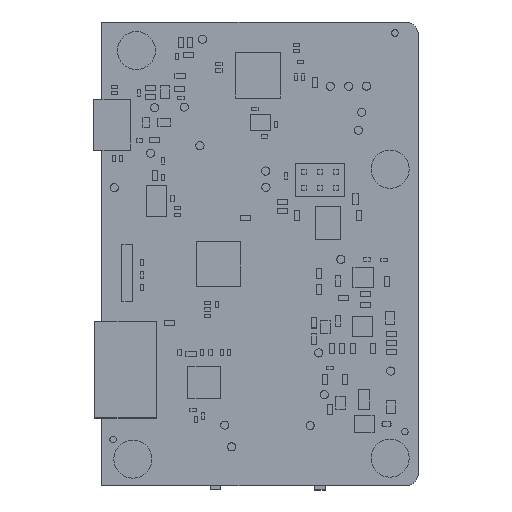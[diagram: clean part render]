
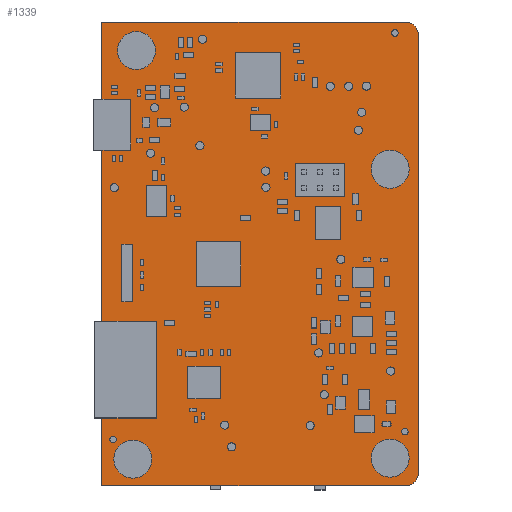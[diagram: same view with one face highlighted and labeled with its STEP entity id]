
A CAD part, top view. The second image highlights one B-rep face of the part: STEP entity #1339.
In plain terms, the highlighted planar face has unit normal (0, 0, 1).
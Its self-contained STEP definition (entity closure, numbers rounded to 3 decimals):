
#851 = VERTEX_POINT('',#852);
#852 = CARTESIAN_POINT('',(0.,0.,1.541));
#859 = PLANE('',#860);
#860 = AXIS2_PLACEMENT_3D('',#861,#862,#863);
#861 = CARTESIAN_POINT('',(0.,0.,0.));
#862 = DIRECTION('',(0.,1.,0.));
#863 = DIRECTION('',(1.,0.,0.));
#871 = PLANE('',#872);
#872 = AXIS2_PLACEMENT_3D('',#873,#874,#875);
#873 = CARTESIAN_POINT('',(0.,73.,0.));
#874 = DIRECTION('',(1.,0.,0.));
#875 = DIRECTION('',(0.,-1.,0.));
#883 = EDGE_CURVE('',#851,#884,#886,.T.);
#884 = VERTEX_POINT('',#885);
#885 = CARTESIAN_POINT('',(47.813,0.,1.541));
#886 = SURFACE_CURVE('',#887,(#891,#898),.PCURVE_S1.);
#887 = LINE('',#888,#889);
#888 = CARTESIAN_POINT('',(0.,0.,1.541));
#889 = VECTOR('',#890,1.);
#890 = DIRECTION('',(1.,0.,0.));
#891 = PCURVE('',#859,#892);
#892 = DEFINITIONAL_REPRESENTATION('',(#893),#897);
#893 = LINE('',#894,#895);
#894 = CARTESIAN_POINT('',(0.,-1.541));
#895 = VECTOR('',#896,1.);
#896 = DIRECTION('',(1.,0.));
#897 = ( GEOMETRIC_REPRESENTATION_CONTEXT(2) 
PARAMETRIC_REPRESENTATION_CONTEXT() REPRESENTATION_CONTEXT('2D SPACE',''
  ) );
#898 = PCURVE('',#899,#904);
#899 = PLANE('',#900);
#900 = AXIS2_PLACEMENT_3D('',#901,#902,#903);
#901 = CARTESIAN_POINT('',(0.,0.,1.541));
#902 = DIRECTION('',(0.,0.,-1.));
#903 = DIRECTION('',(-1.,0.,0.));
#904 = DEFINITIONAL_REPRESENTATION('',(#905),#909);
#905 = LINE('',#906,#907);
#906 = CARTESIAN_POINT('',(0.,0.));
#907 = VECTOR('',#908,1.);
#908 = DIRECTION('',(-1.,0.));
#909 = ( GEOMETRIC_REPRESENTATION_CONTEXT(2) 
PARAMETRIC_REPRESENTATION_CONTEXT() REPRESENTATION_CONTEXT('2D SPACE',''
  ) );
#927 = CYLINDRICAL_SURFACE('',#928,2.);
#928 = AXIS2_PLACEMENT_3D('',#929,#930,#931);
#929 = CARTESIAN_POINT('',(47.813,2.,0.));
#930 = DIRECTION('',(0.,0.,-1.));
#931 = DIRECTION('',(0.,-1.,0.));
#969 = EDGE_CURVE('',#884,#970,#972,.T.);
#970 = VERTEX_POINT('',#971);
#971 = CARTESIAN_POINT('',(49.813,2.,1.541));
#972 = SURFACE_CURVE('',#973,(#978,#985),.PCURVE_S1.);
#973 = CIRCLE('',#974,2.);
#974 = AXIS2_PLACEMENT_3D('',#975,#976,#977);
#975 = CARTESIAN_POINT('',(47.813,2.,1.541));
#976 = DIRECTION('',(0.,0.,1.));
#977 = DIRECTION('',(0.,-1.,0.));
#978 = PCURVE('',#927,#979);
#979 = DEFINITIONAL_REPRESENTATION('',(#980),#984);
#980 = LINE('',#981,#982);
#981 = CARTESIAN_POINT('',(0.,-1.541));
#982 = VECTOR('',#983,1.);
#983 = DIRECTION('',(-1.,0.));
#984 = ( GEOMETRIC_REPRESENTATION_CONTEXT(2) 
PARAMETRIC_REPRESENTATION_CONTEXT() REPRESENTATION_CONTEXT('2D SPACE',''
  ) );
#985 = PCURVE('',#899,#986);
#986 = DEFINITIONAL_REPRESENTATION('',(#987),#995);
#987 = ( BOUNDED_CURVE() B_SPLINE_CURVE(2,(#988,#989,#990,#991,#992,#993
,#994),.UNSPECIFIED.,.F.,.F.) B_SPLINE_CURVE_WITH_KNOTS((1,2,2,2,2,1),(
    -2.094,0.,2.094,4.189,6.283,
8.378),.UNSPECIFIED.) CURVE() GEOMETRIC_REPRESENTATION_ITEM() 
RATIONAL_B_SPLINE_CURVE((1.,0.5,1.,0.5,1.,0.5,1.)) REPRESENTATION_ITEM(
  '') );
#988 = CARTESIAN_POINT('',(-47.813,0.));
#989 = CARTESIAN_POINT('',(-51.277,0.));
#990 = CARTESIAN_POINT('',(-49.545,3.));
#991 = CARTESIAN_POINT('',(-47.813,6.));
#992 = CARTESIAN_POINT('',(-46.081,3.));
#993 = CARTESIAN_POINT('',(-44.349,0.));
#994 = CARTESIAN_POINT('',(-47.813,0.));
#995 = ( GEOMETRIC_REPRESENTATION_CONTEXT(2) 
PARAMETRIC_REPRESENTATION_CONTEXT() REPRESENTATION_CONTEXT('2D SPACE',''
  ) );
#1013 = PLANE('',#1014);
#1014 = AXIS2_PLACEMENT_3D('',#1015,#1016,#1017);
#1015 = CARTESIAN_POINT('',(49.813,2.,0.));
#1016 = DIRECTION('',(-1.,0.,0.));
#1017 = DIRECTION('',(0.,1.,0.));
#1055 = EDGE_CURVE('',#970,#1056,#1058,.T.);
#1056 = VERTEX_POINT('',#1057);
#1057 = CARTESIAN_POINT('',(49.813,71.,1.541));
#1058 = SURFACE_CURVE('',#1059,(#1063,#1070),.PCURVE_S1.);
#1059 = LINE('',#1060,#1061);
#1060 = CARTESIAN_POINT('',(49.813,2.,1.541));
#1061 = VECTOR('',#1062,1.);
#1062 = DIRECTION('',(0.,1.,0.));
#1063 = PCURVE('',#1013,#1064);
#1064 = DEFINITIONAL_REPRESENTATION('',(#1065),#1069);
#1065 = LINE('',#1066,#1067);
#1066 = CARTESIAN_POINT('',(0.,-1.541));
#1067 = VECTOR('',#1068,1.);
#1068 = DIRECTION('',(1.,0.));
#1069 = ( GEOMETRIC_REPRESENTATION_CONTEXT(2) 
PARAMETRIC_REPRESENTATION_CONTEXT() REPRESENTATION_CONTEXT('2D SPACE',''
  ) );
#1070 = PCURVE('',#899,#1071);
#1071 = DEFINITIONAL_REPRESENTATION('',(#1072),#1076);
#1072 = LINE('',#1073,#1074);
#1073 = CARTESIAN_POINT('',(-49.813,2.));
#1074 = VECTOR('',#1075,1.);
#1075 = DIRECTION('',(0.,1.));
#1076 = ( GEOMETRIC_REPRESENTATION_CONTEXT(2) 
PARAMETRIC_REPRESENTATION_CONTEXT() REPRESENTATION_CONTEXT('2D SPACE',''
  ) );
#1094 = CYLINDRICAL_SURFACE('',#1095,2.);
#1095 = AXIS2_PLACEMENT_3D('',#1096,#1097,#1098);
#1096 = CARTESIAN_POINT('',(47.813,71.,0.));
#1097 = DIRECTION('',(0.,0.,-1.));
#1098 = DIRECTION('',(1.,0.,0.));
#1131 = EDGE_CURVE('',#1056,#1132,#1134,.T.);
#1132 = VERTEX_POINT('',#1133);
#1133 = CARTESIAN_POINT('',(47.813,73.,1.541));
#1134 = SURFACE_CURVE('',#1135,(#1140,#1147),.PCURVE_S1.);
#1135 = CIRCLE('',#1136,2.);
#1136 = AXIS2_PLACEMENT_3D('',#1137,#1138,#1139);
#1137 = CARTESIAN_POINT('',(47.813,71.,1.541));
#1138 = DIRECTION('',(0.,0.,1.));
#1139 = DIRECTION('',(1.,0.,0.));
#1140 = PCURVE('',#1094,#1141);
#1141 = DEFINITIONAL_REPRESENTATION('',(#1142),#1146);
#1142 = LINE('',#1143,#1144);
#1143 = CARTESIAN_POINT('',(0.,-1.541));
#1144 = VECTOR('',#1145,1.);
#1145 = DIRECTION('',(-1.,0.));
#1146 = ( GEOMETRIC_REPRESENTATION_CONTEXT(2) 
PARAMETRIC_REPRESENTATION_CONTEXT() REPRESENTATION_CONTEXT('2D SPACE',''
  ) );
#1147 = PCURVE('',#899,#1148);
#1148 = DEFINITIONAL_REPRESENTATION('',(#1149),#1157);
#1149 = ( BOUNDED_CURVE() B_SPLINE_CURVE(2,(#1150,#1151,#1152,#1153,
#1154,#1155,#1156),.UNSPECIFIED.,.F.,.F.) B_SPLINE_CURVE_WITH_KNOTS((1,2
    ,2,2,2,1),(-2.094,0.,2.094,4.189,
6.283,8.378),.UNSPECIFIED.) CURVE() 
GEOMETRIC_REPRESENTATION_ITEM() RATIONAL_B_SPLINE_CURVE((1.,0.5,1.,0.5,
1.,0.5,1.)) REPRESENTATION_ITEM('') );
#1150 = CARTESIAN_POINT('',(-49.813,71.));
#1151 = CARTESIAN_POINT('',(-49.813,74.464));
#1152 = CARTESIAN_POINT('',(-46.813,72.732));
#1153 = CARTESIAN_POINT('',(-43.813,71.));
#1154 = CARTESIAN_POINT('',(-46.813,69.268));
#1155 = CARTESIAN_POINT('',(-49.813,67.536));
#1156 = CARTESIAN_POINT('',(-49.813,71.));
#1157 = ( GEOMETRIC_REPRESENTATION_CONTEXT(2) 
PARAMETRIC_REPRESENTATION_CONTEXT() REPRESENTATION_CONTEXT('2D SPACE',''
  ) );
#1175 = PLANE('',#1176);
#1176 = AXIS2_PLACEMENT_3D('',#1177,#1178,#1179);
#1177 = CARTESIAN_POINT('',(47.813,73.,0.));
#1178 = DIRECTION('',(0.,-1.,0.));
#1179 = DIRECTION('',(-1.,0.,0.));
#1217 = EDGE_CURVE('',#1132,#1218,#1220,.T.);
#1218 = VERTEX_POINT('',#1219);
#1219 = CARTESIAN_POINT('',(0.,73.,1.541));
#1220 = SURFACE_CURVE('',#1221,(#1225,#1232),.PCURVE_S1.);
#1221 = LINE('',#1222,#1223);
#1222 = CARTESIAN_POINT('',(47.813,73.,1.541));
#1223 = VECTOR('',#1224,1.);
#1224 = DIRECTION('',(-1.,0.,0.));
#1225 = PCURVE('',#1175,#1226);
#1226 = DEFINITIONAL_REPRESENTATION('',(#1227),#1231);
#1227 = LINE('',#1228,#1229);
#1228 = CARTESIAN_POINT('',(0.,-1.541));
#1229 = VECTOR('',#1230,1.);
#1230 = DIRECTION('',(1.,0.));
#1231 = ( GEOMETRIC_REPRESENTATION_CONTEXT(2) 
PARAMETRIC_REPRESENTATION_CONTEXT() REPRESENTATION_CONTEXT('2D SPACE',''
  ) );
#1232 = PCURVE('',#899,#1233);
#1233 = DEFINITIONAL_REPRESENTATION('',(#1234),#1238);
#1234 = LINE('',#1235,#1236);
#1235 = CARTESIAN_POINT('',(-47.813,73.));
#1236 = VECTOR('',#1237,1.);
#1237 = DIRECTION('',(1.,0.));
#1238 = ( GEOMETRIC_REPRESENTATION_CONTEXT(2) 
PARAMETRIC_REPRESENTATION_CONTEXT() REPRESENTATION_CONTEXT('2D SPACE',''
  ) );
#1288 = EDGE_CURVE('',#1218,#851,#1289,.T.);
#1289 = SURFACE_CURVE('',#1290,(#1294,#1301),.PCURVE_S1.);
#1290 = LINE('',#1291,#1292);
#1291 = CARTESIAN_POINT('',(0.,73.,1.541));
#1292 = VECTOR('',#1293,1.);
#1293 = DIRECTION('',(0.,-1.,0.));
#1294 = PCURVE('',#871,#1295);
#1295 = DEFINITIONAL_REPRESENTATION('',(#1296),#1300);
#1296 = LINE('',#1297,#1298);
#1297 = CARTESIAN_POINT('',(0.,-1.541));
#1298 = VECTOR('',#1299,1.);
#1299 = DIRECTION('',(1.,0.));
#1300 = ( GEOMETRIC_REPRESENTATION_CONTEXT(2) 
PARAMETRIC_REPRESENTATION_CONTEXT() REPRESENTATION_CONTEXT('2D SPACE',''
  ) );
#1301 = PCURVE('',#899,#1302);
#1302 = DEFINITIONAL_REPRESENTATION('',(#1303),#1307);
#1303 = LINE('',#1304,#1305);
#1304 = CARTESIAN_POINT('',(0.,73.));
#1305 = VECTOR('',#1306,1.);
#1306 = DIRECTION('',(0.,-1.));
#1307 = ( GEOMETRIC_REPRESENTATION_CONTEXT(2) 
PARAMETRIC_REPRESENTATION_CONTEXT() REPRESENTATION_CONTEXT('2D SPACE',''
  ) );
#1339 = ADVANCED_FACE('',(#1340),#899,.F.);
#1340 = FACE_BOUND('',#1341,.T.);
#1341 = EDGE_LOOP('',(#1342,#1343,#1344,#1345,#1346,#1347));
#1342 = ORIENTED_EDGE('',*,*,#883,.T.);
#1343 = ORIENTED_EDGE('',*,*,#969,.T.);
#1344 = ORIENTED_EDGE('',*,*,#1055,.T.);
#1345 = ORIENTED_EDGE('',*,*,#1131,.T.);
#1346 = ORIENTED_EDGE('',*,*,#1217,.T.);
#1347 = ORIENTED_EDGE('',*,*,#1288,.T.);
